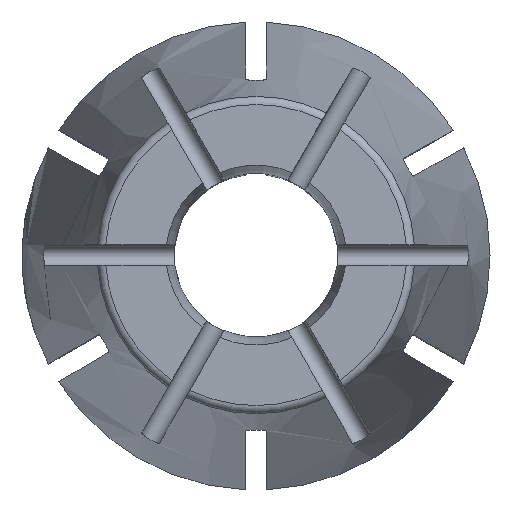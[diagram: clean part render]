
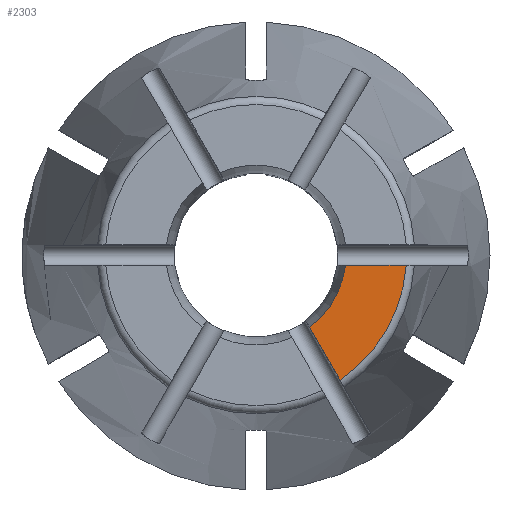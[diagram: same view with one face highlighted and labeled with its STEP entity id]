
A CAD part, top view. The second image highlights one B-rep face of the part: STEP entity #2303.
In plain terms, the highlighted planar face has unit normal (0, 0, 1).
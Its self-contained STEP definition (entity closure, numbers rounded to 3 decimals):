
#84=PLANE('',#2469);
#294=CIRCLE('',#2470,3.679);
#295=CIRCLE('',#2471,2.2);
#475=ORIENTED_EDGE('',*,*,#1222,.F.);
#476=ORIENTED_EDGE('',*,*,#1223,.T.);
#477=ORIENTED_EDGE('',*,*,#1224,.T.);
#478=ORIENTED_EDGE('',*,*,#1225,.F.);
#1222=EDGE_CURVE('',#1591,#1592,#1807,.T.);
#1223=EDGE_CURVE('',#1591,#1593,#294,.T.);
#1224=EDGE_CURVE('',#1593,#1594,#1808,.T.);
#1225=EDGE_CURVE('',#1592,#1594,#295,.T.);
#1591=VERTEX_POINT('',#3528);
#1592=VERTEX_POINT('',#3529);
#1593=VERTEX_POINT('',#3531);
#1594=VERTEX_POINT('',#3533);
#1807=LINE('',#3527,#1927);
#1808=LINE('',#3532,#1928);
#1927=VECTOR('',#2789,1000.);
#1928=VECTOR('',#2792,1000.);
#2025=EDGE_LOOP('',(#475,#476,#477,#478));
#2155=FACE_BOUND('',#2025,.T.);
#2303=ADVANCED_FACE('',(#2155),#84,.F.);
#2469=AXIS2_PLACEMENT_3D('',#3526,#2787,#2788);
#2470=AXIS2_PLACEMENT_3D('',#3530,#2790,#2791);
#2471=AXIS2_PLACEMENT_3D('',#3534,#2793,#2794);
#2787=DIRECTION('',(0.,0.,-1.));
#2788=DIRECTION('',(-1.,0.,0.));
#2789=DIRECTION('',(-0.5,0.866,0.));
#2790=DIRECTION('',(0.,0.,1.));
#2791=DIRECTION('',(1.,0.,0.));
#2792=DIRECTION('',(-1.,0.,0.));
#2793=DIRECTION('',(0.,0.,1.));
#2794=DIRECTION('',(1.,0.,0.));
#3526=CARTESIAN_POINT('',(3.679,0.,13.5));
#3527=CARTESIAN_POINT('',(2.81,-4.368,13.5));
#3528=CARTESIAN_POINT('',(2.052,-3.054,13.5));
#3529=CARTESIAN_POINT('',(1.309,-1.768,13.5));
#3530=CARTESIAN_POINT('',(0.,0.,13.5));
#3531=CARTESIAN_POINT('',(3.67,-0.25,13.5));
#3532=CARTESIAN_POINT('',(5.188,-0.25,13.5));
#3533=CARTESIAN_POINT('',(2.186,-0.25,13.5));
#3534=CARTESIAN_POINT('',(0.,0.,13.5));
